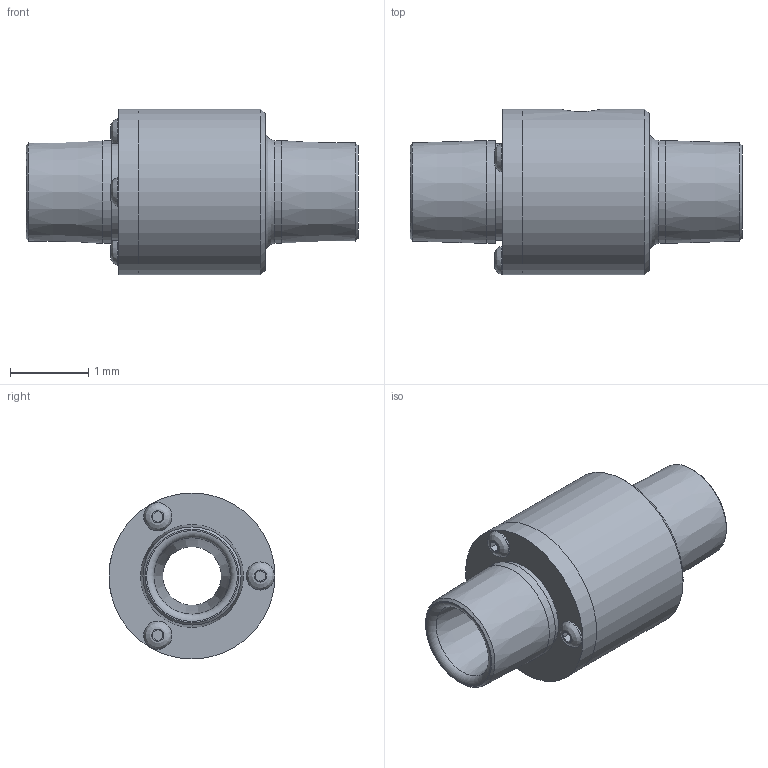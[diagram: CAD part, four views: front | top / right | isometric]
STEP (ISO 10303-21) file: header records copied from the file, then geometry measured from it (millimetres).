
FILE_DESCRIPTION((''),'2;1');
FILE_NAME('151100-3D.stp','2010-05-27T11:13:26',('michael witt'),(''),'Autodesk Inventor 2010','Autodesk Inventor 2010','');
FILE_SCHEMA(('AUTOMOTIVE_DESIGN { 1 0 10303 214 1 1 1 1 }'));
Length unit declared in the file: millimetre
Products named in the file (6): Assembly15; Part96; Part98; Part100; Part102; Part104
Assembly tree (5 placements, depth 2):
  Assembly15
    Part96
    Part98
    Part100
    Part102
    Part104
Bounding box: 4.25 x 2.12 x 2.12 mm (x, y, z)
Volume: 7.5 mm3; surface area: 49.4 mm2
Topology: 5 solids, 5 shells, 83 faces, 170 edges, 107 vertices
Faces by surface type: plane 40, cylinder 22, cone 15, bspline 4, torus 2
Full cylindrical faces by diameter (mm): 0.186 x3, 0.19 x3, 0.218 x3, 0.361 x3, 0.438 x1, 0.75 x2, 1.24 x1, 1.316 x2, 1.4 x2, 2.125 x2
Entity records: 2328 total; most frequent: CARTESIAN_POINT 572, DIRECTION 356, ORIENTED_EDGE 242, AXIS2_PLACEMENT_3D 151, EDGE_LOOP 148, EDGE_CURVE 121, VERTEX_POINT 101, FACE_OUTER_BOUND 83
